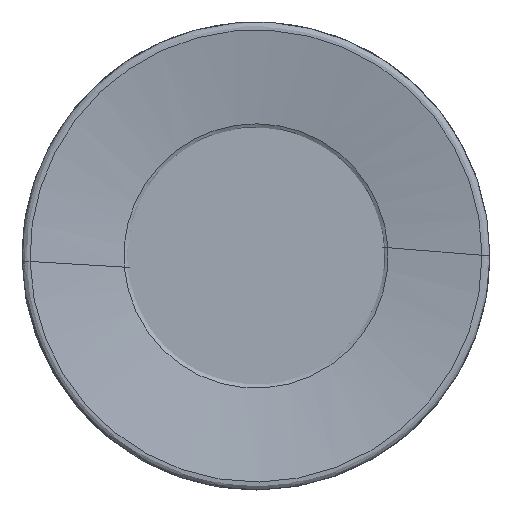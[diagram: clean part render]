
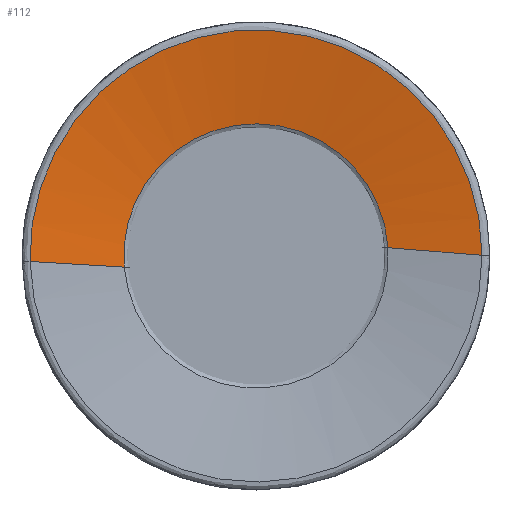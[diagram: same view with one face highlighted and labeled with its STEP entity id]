
A CAD part, left-side view. The second image highlights one B-rep face of the part: STEP entity #112.
In plain terms, the highlighted free-form (B-spline) face has degree [1, 3] with [2, 7] control points.
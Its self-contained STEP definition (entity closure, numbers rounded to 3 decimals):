
#112=ADVANCED_FACE('',(#184),#156,.T.);
#156=(
BOUNDED_SURFACE()
B_SPLINE_SURFACE(1,3,((#1067,#1068,#1069,#1070,#1071,#1072,#1073),(#1074,
#1075,#1076,#1077,#1078,#1079,#1080)),.UNSPECIFIED.,.F.,.F.,.F.)
B_SPLINE_SURFACE_WITH_KNOTS((2,2),(4,3,4),(0.,1.),(0.,0.5,1.),
 .UNSPECIFIED.)
GEOMETRIC_REPRESENTATION_ITEM()
RATIONAL_B_SPLINE_SURFACE(((1.,0.802,0.802,1.,0.802,
0.802,1.),(1.,0.802,0.802,1.,0.802,
0.802,1.)))
REPRESENTATION_ITEM('')
SURFACE()
);
#184=FACE_OUTER_BOUND('',#214,.T.);
#214=EDGE_LOOP('',(#324,#325,#326,#327));
#266=LINE('',#1065,#278);
#267=LINE('',#1066,#279);
#278=VECTOR('',#747,1.);
#279=VECTOR('',#748,1.);
#324=ORIENTED_EDGE('',*,*,#520,.T.);
#325=ORIENTED_EDGE('',*,*,#521,.F.);
#326=ORIENTED_EDGE('',*,*,#515,.F.);
#327=ORIENTED_EDGE('',*,*,#522,.F.);
#452=VERTEX_POINT('',#913);
#453=VERTEX_POINT('',#915);
#458=VERTEX_POINT('',#955);
#459=VERTEX_POINT('',#956);
#515=EDGE_CURVE('',#453,#452,#589,.T.);
#520=EDGE_CURVE('',#459,#458,#591,.T.);
#521=EDGE_CURVE('',#452,#458,#266,.T.);
#522=EDGE_CURVE('',#459,#453,#267,.T.);
#589=CIRCLE('',#649,15.534);
#591=CIRCLE('',#651,26.567);
#649=AXIS2_PLACEMENT_3D('',#975,#741,#742);
#651=AXIS2_PLACEMENT_3D('',#1036,#745,#746);
#741=DIRECTION('',(-1.,0.,0.));
#742=DIRECTION('',(0.,-0.998,0.063));
#745=DIRECTION('',(-1.,0.,0.));
#746=DIRECTION('',(0.,-1.,0.003));
#747=DIRECTION('',(-0.174,0.983,0.059));
#748=DIRECTION('',(0.174,0.982,0.08));
#913=CARTESIAN_POINT('',(1.969,15.479,-1.309));
#915=CARTESIAN_POINT('',(1.969,-15.503,0.981));
#955=CARTESIAN_POINT('',(0.013,26.559,-0.644));
#956=CARTESIAN_POINT('',(0.013,-26.567,0.081));
#975=CARTESIAN_POINT('',(1.969,0.,0.));
#1036=CARTESIAN_POINT('',(0.013,0.,0.));
#1065=CARTESIAN_POINT('',(1.969,15.479,-1.309));
#1066=CARTESIAN_POINT('',(1.969,-15.503,0.981));
#1067=CARTESIAN_POINT('',(1.969,-15.503,0.981));
#1068=CARTESIAN_POINT('',(1.969,-14.924,10.139));
#1069=CARTESIAN_POINT('',(1.969,-8.007,16.168));
#1070=CARTESIAN_POINT('',(1.969,1.145,15.492));
#1071=CARTESIAN_POINT('',(1.969,10.296,14.816));
#1072=CARTESIAN_POINT('',(1.969,16.252,7.835));
#1073=CARTESIAN_POINT('',(1.969,15.479,-1.309));
#1074=CARTESIAN_POINT('',(0.013,-26.567,0.081));
#1075=CARTESIAN_POINT('',(0.013,-26.519,15.775));
#1076=CARTESIAN_POINT('',(0.013,-15.33,26.779));
#1077=CARTESIAN_POINT('',(0.013,0.363,26.565));
#1078=CARTESIAN_POINT('',(0.013,16.055,26.35));
#1079=CARTESIAN_POINT('',(0.013,26.94,15.045));
#1080=CARTESIAN_POINT('',(0.013,26.559,-0.644));
